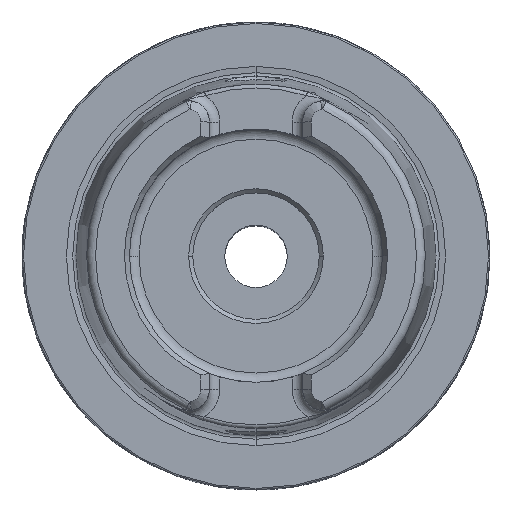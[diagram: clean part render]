
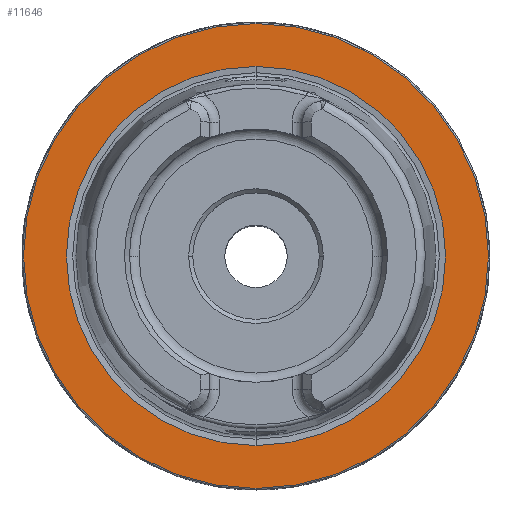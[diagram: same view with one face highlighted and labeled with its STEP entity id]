
A CAD part, top view. The second image highlights one B-rep face of the part: STEP entity #11646.
In plain terms, the highlighted planar face has unit normal (0, 0, 1).
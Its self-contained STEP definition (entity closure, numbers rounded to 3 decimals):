
#111 = CARTESIAN_POINT ( 'NONE',  ( 0., 0., 0. ) ) ;
#225 = CARTESIAN_POINT ( 'NONE',  ( 0., 25.5, 0. ) ) ;
#238 = CARTESIAN_POINT ( 'NONE',  ( 0., 0., 0. ) ) ;
#454 = DIRECTION ( 'NONE',  ( 0., 1., 0. ) ) ;
#886 = AXIS2_PLACEMENT_3D ( 'NONE', #11779, #6222, #454 ) ;
#1118 = DIRECTION ( 'NONE',  ( 0., -1., 0. ) ) ;
#1256 = DIRECTION ( 'NONE',  ( 0., -1., 0. ) ) ;
#1405 = CARTESIAN_POINT ( 'NONE',  ( 0., -31.27, 0. ) ) ;
#1442 = VERTEX_POINT ( 'NONE', #11730 ) ;
#1664 = ORIENTED_EDGE ( 'NONE', *, *, #8306, .T. ) ;
#3833 = DIRECTION ( 'NONE',  ( 0., 0., 1. ) ) ;
#4034 = EDGE_CURVE ( 'NONE', #7402, #9367, #6932, .T. ) ;
#4122 = EDGE_CURVE ( 'NONE', #1442, #8548, #6641, .T. ) ;
#4235 = AXIS2_PLACEMENT_3D ( 'NONE', #111, #6824, #1118 ) ;
#4332 = CARTESIAN_POINT ( 'NONE',  ( 0., 0., 0. ) ) ;
#4424 = FACE_OUTER_BOUND ( 'NONE', #8550, .T. ) ;
#5295 = DIRECTION ( 'NONE',  ( 0., 1., 0. ) ) ;
#5330 = AXIS2_PLACEMENT_3D ( 'NONE', #238, #6937, #1256 ) ;
#5539 = ORIENTED_EDGE ( 'NONE', *, *, #7188, .T. ) ;
#5581 = AXIS2_PLACEMENT_3D ( 'NONE', #9378, #3833, #10327 ) ;
#5646 = PLANE ( 'NONE',  #5581 ) ;
#6015 = CIRCLE ( 'NONE', #886, 25.5 ) ;
#6222 = DIRECTION ( 'NONE',  ( 0., 0., -1. ) ) ;
#6641 = CIRCLE ( 'NONE', #7163, 25.5 ) ;
#6824 = DIRECTION ( 'NONE',  ( 0., 0., 1. ) ) ;
#6932 = CIRCLE ( 'NONE', #5330, 31.27 ) ;
#6937 = DIRECTION ( 'NONE',  ( 0., 0., 1. ) ) ;
#7163 = AXIS2_PLACEMENT_3D ( 'NONE', #4332, #10830, #5295 ) ;
#7188 = EDGE_CURVE ( 'NONE', #9367, #7402, #9184, .T. ) ;
#7402 = VERTEX_POINT ( 'NONE', #10646 ) ;
#8306 = EDGE_CURVE ( 'NONE', #8548, #1442, #6015, .T. ) ;
#8548 = VERTEX_POINT ( 'NONE', #225 ) ;
#8550 = EDGE_LOOP ( 'NONE', ( #5539, #8982 ) ) ;
#8982 = ORIENTED_EDGE ( 'NONE', *, *, #4034, .T. ) ;
#9184 = CIRCLE ( 'NONE', #4235, 31.27 ) ;
#9330 = FACE_BOUND ( 'NONE', #10026, .T. ) ;
#9367 = VERTEX_POINT ( 'NONE', #1405 ) ;
#9378 = CARTESIAN_POINT ( 'NONE',  ( 0., 31.47, 0. ) ) ;
#9799 = ORIENTED_EDGE ( 'NONE', *, *, #4122, .T. ) ;
#10026 = EDGE_LOOP ( 'NONE', ( #9799, #1664 ) ) ;
#10327 = DIRECTION ( 'NONE',  ( 0., -1., 0. ) ) ;
#10646 = CARTESIAN_POINT ( 'NONE',  ( 0., 31.27, 0. ) ) ;
#10830 = DIRECTION ( 'NONE',  ( 0., 0., -1. ) ) ;
#11646 = ADVANCED_FACE ( 'NONE', ( #4424, #9330 ), #5646, .T. ) ;
#11730 = CARTESIAN_POINT ( 'NONE',  ( 0., -25.5, 0. ) ) ;
#11779 = CARTESIAN_POINT ( 'NONE',  ( 0., 0., 0. ) ) ;
